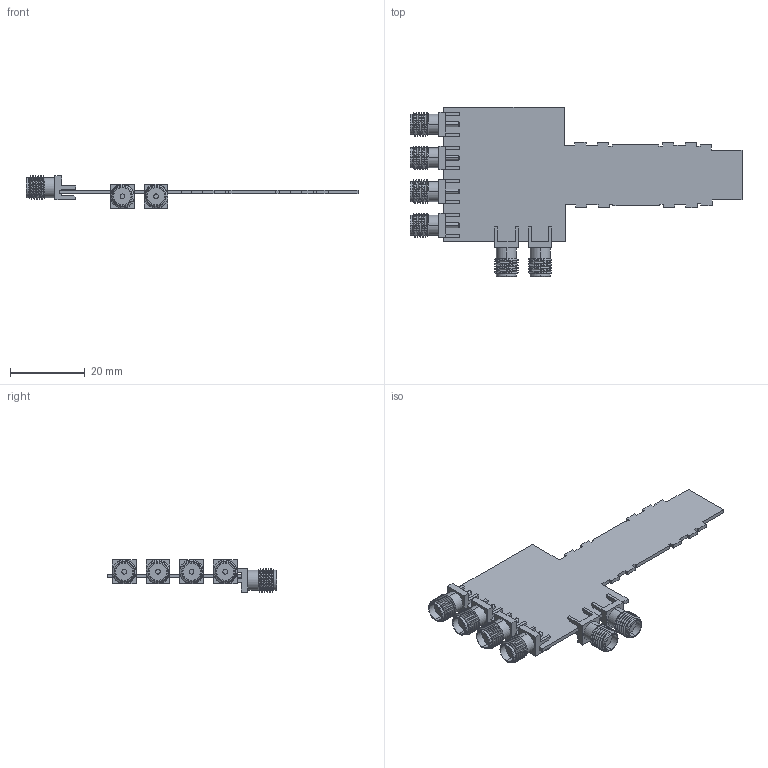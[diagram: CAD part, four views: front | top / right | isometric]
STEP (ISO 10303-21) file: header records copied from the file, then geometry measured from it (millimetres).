
FILE_DESCRIPTION(('Open CASCADE Model'),'2;1');
FILE_NAME('Open CASCADE Shape Model','2012-02-15T10:05:03',('Author'),( 'Open CASCADE'),'Open CASCADE STEP processor 6.2','Open CASCADE 6.2' ,'Unknown');
FILE_SCHEMA(('AUTOMOTIVE_DESIGN { 1 0 10303 214 1 1 1 1 }'));
Length unit declared in the file: millimetre
Products named in the file (9): PCB; Board; J6; Samtec-SMA-J-P-H-ST-EM1; J7; J2; J3; J4; J5
Assembly tree (13 placements, depth 3):
  PCB
    Board
    J6
      Samtec-SMA-J-P-H-ST-EM1
    J7
      Samtec-SMA-J-P-H-ST-EM1
    J2
      Samtec-SMA-J-P-H-ST-EM1
    J3
      Samtec-SMA-J-P-H-ST-EM1
    J4
      Samtec-SMA-J-P-H-ST-EM1
    J5
      Samtec-SMA-J-P-H-ST-EM1
Bounding box: 88.77 x 45.37 x 8.63 mm (x, y, z)
Volume: 3332.4 mm3; surface area: 6836.7 mm2
Topology: 7 solids, 7 shells, 556 faces, 1464 edges, 958 vertices
Faces by surface type: cylinder 258, plane 238, cone 48, bspline 12
Entity records: 12930 total; most frequent: CARTESIAN_POINT 5651, DIRECTION 1145, ORIENTED_EDGE 768, PCURVE 768, DEFINITIONAL_REPRESENTATION 768, LINE 751, VECTOR 751, EDGE_CURVE 384
